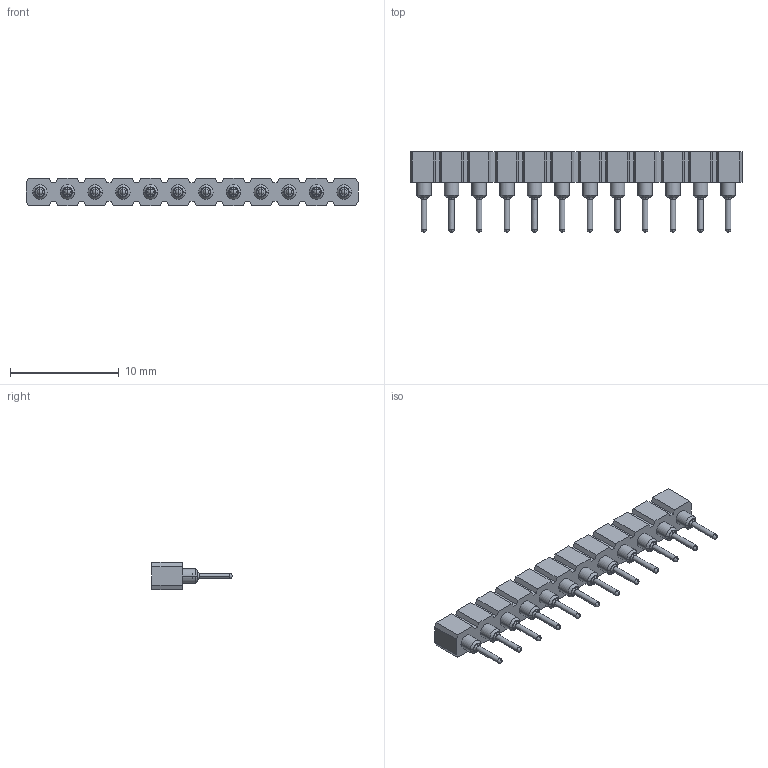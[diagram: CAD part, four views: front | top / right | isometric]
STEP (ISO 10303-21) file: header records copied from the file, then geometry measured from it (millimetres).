
FILE_DESCRIPTION (( 'STEP AP214' ), '1' );
FILE_NAME ('310-87-112-41-001101.STEP', '2021-03-04T07:43:15', ( '' ), ( '' ), 'SwSTEP 2.0', 'SolidWorks 2020', '' );
FILE_SCHEMA (( 'AUTOMOTIVE_DESIGN' ));
Length unit declared in the file: millimetre
Products named in the file (1): 310-87-112-41-001101
Bounding box: 30.48 x 7.37 x 2.54 mm (x, y, z)
Surface area: 698.6 mm2 (no closed solid volume)
Topology: 0 solids, 1 shells, 542 faces, 1272 edges, 756 vertices
Faces by surface type: cone 192, cylinder 168, plane 134, torus 48
Entity records: 16389 total; most frequent: DIRECTION 2934, CARTESIAN_POINT 2547, ORIENTED_EDGE 2472, EDGE_CURVE 1248, AXIS2_PLACEMENT_3D 1143, VERTEX_POINT 756, LINE 648, VECTOR 648
